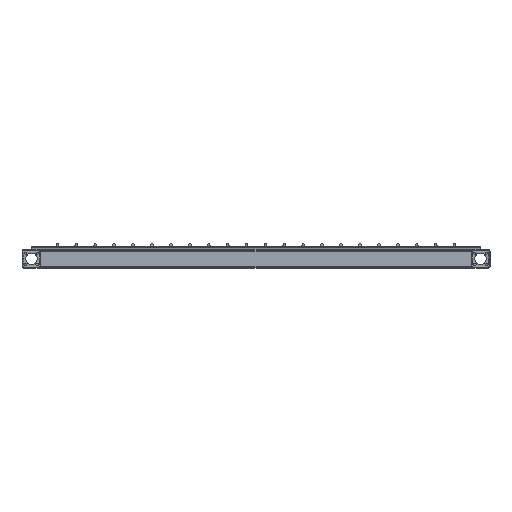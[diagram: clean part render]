
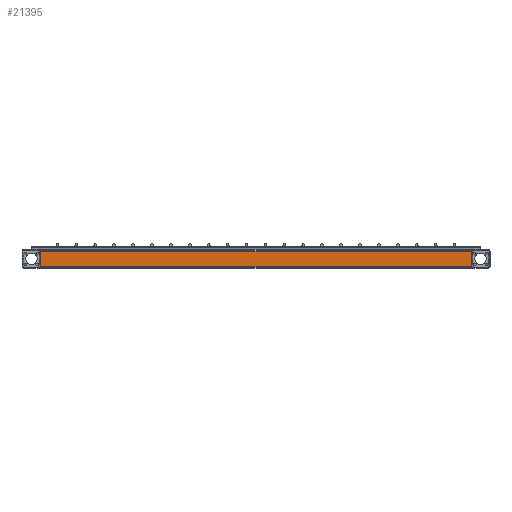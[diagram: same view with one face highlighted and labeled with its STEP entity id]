
A CAD part, left-side view. The second image highlights one B-rep face of the part: STEP entity #21395.
In plain terms, the highlighted planar face has unit normal (-1, 0, 0).
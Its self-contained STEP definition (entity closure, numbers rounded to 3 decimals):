
#1243 = DIRECTION ( 'NONE',  ( 0., 0., -1. ) ) ;
#2281 = VECTOR ( 'NONE', #10875, 1000. ) ;
#3365 = LINE ( 'NONE', #5498, #2281 ) ;
#4042 = DIRECTION ( 'NONE',  ( 0., 0., 1. ) ) ;
#4529 = DIRECTION ( 'NONE',  ( 0., 0., 1. ) ) ;
#4979 = CARTESIAN_POINT ( 'NONE',  ( 0., -475., 18. ) ) ;
#5498 = CARTESIAN_POINT ( 'NONE',  ( 0., -485., 18. ) ) ;
#5507 = CARTESIAN_POINT ( 'NONE',  ( 0., -20., 18. ) ) ;
#6762 = ORIENTED_EDGE ( 'NONE', *, *, #21870, .T. ) ;
#7163 = VERTEX_POINT ( 'NONE', #9636 ) ;
#7357 = FACE_OUTER_BOUND ( 'NONE', #8174, .T. ) ;
#7902 = AXIS2_PLACEMENT_3D ( 'NONE', #9417, #23981, #4042 ) ;
#8174 = EDGE_LOOP ( 'NONE', ( #11535, #16327, #6762, #20594 ) ) ;
#9081 = VECTOR ( 'NONE', #17335, 1000. ) ;
#9417 = CARTESIAN_POINT ( 'NONE',  ( 0., -485., 2. ) ) ;
#9636 = CARTESIAN_POINT ( 'NONE',  ( 0., -475., 2. ) ) ;
#10426 = VECTOR ( 'NONE', #4529, 1000. ) ;
#10875 = DIRECTION ( 'NONE',  ( 0., 1., 0. ) ) ;
#11535 = ORIENTED_EDGE ( 'NONE', *, *, #18156, .F. ) ;
#11829 = VERTEX_POINT ( 'NONE', #5507 ) ;
#12049 = CARTESIAN_POINT ( 'NONE',  ( 0., -20., 2. ) ) ;
#13551 = EDGE_CURVE ( 'NONE', #7163, #14051, #23604, .T. ) ;
#14023 = CARTESIAN_POINT ( 'NONE',  ( 0., -485., 2. ) ) ;
#14051 = VERTEX_POINT ( 'NONE', #4979 ) ;
#15756 = CARTESIAN_POINT ( 'NONE',  ( 0., -475., 2. ) ) ;
#16327 = ORIENTED_EDGE ( 'NONE', *, *, #13551, .T. ) ;
#17335 = DIRECTION ( 'NONE',  ( 0., 1., 0. ) ) ;
#17899 = LINE ( 'NONE', #12049, #19871 ) ;
#18156 = EDGE_CURVE ( 'NONE', #7163, #20575, #21915, .T. ) ;
#19871 = VECTOR ( 'NONE', #1243, 1000. ) ;
#20575 = VERTEX_POINT ( 'NONE', #21676 ) ;
#20594 = ORIENTED_EDGE ( 'NONE', *, *, #22800, .T. ) ;
#20653 = PLANE ( 'NONE',  #7902 ) ;
#21395 = ADVANCED_FACE ( 'NONE', ( #7357 ), #20653, .F. ) ;
#21676 = CARTESIAN_POINT ( 'NONE',  ( 0., -20., 2. ) ) ;
#21870 = EDGE_CURVE ( 'NONE', #14051, #11829, #3365, .T. ) ;
#21915 = LINE ( 'NONE', #14023, #9081 ) ;
#22800 = EDGE_CURVE ( 'NONE', #11829, #20575, #17899, .T. ) ;
#23604 = LINE ( 'NONE', #15756, #10426 ) ;
#23981 = DIRECTION ( 'NONE',  ( 1., 0., 0. ) ) ;
